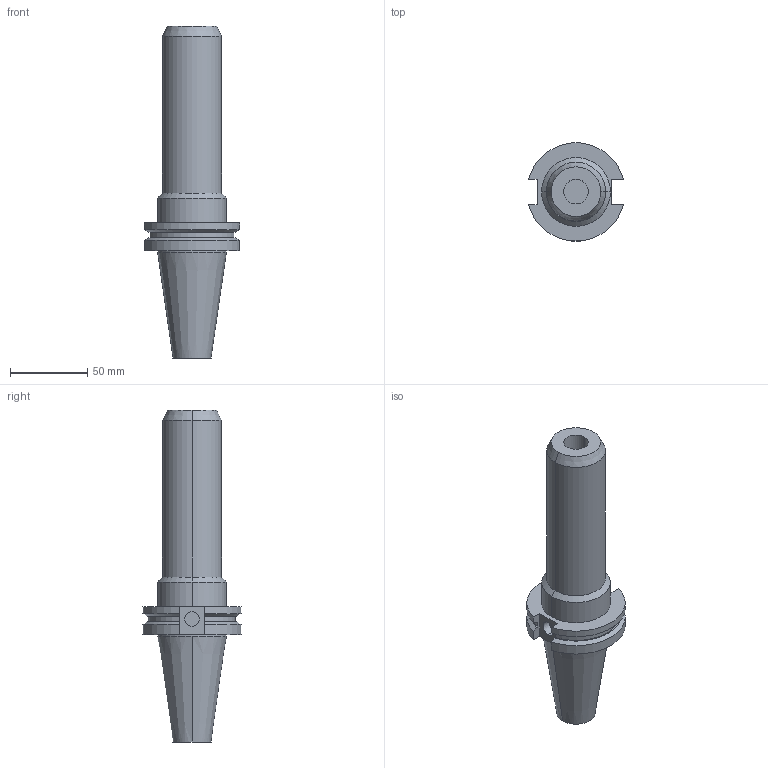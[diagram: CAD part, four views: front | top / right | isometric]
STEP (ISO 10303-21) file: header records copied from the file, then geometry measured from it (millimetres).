
FILE_DESCRIPTION (( 'STEP AP203' ), '1' );
FILE_NAME ('STP-43.653.61.575.STEP', '2019-10-14T08:19:31', ( '' ), ( '' ), 'SwSTEP 2.0', 'SolidWorks 2017', '' );
FILE_SCHEMA (( 'CONFIG_CONTROL_DESIGN' ));
Length unit declared in the file: millimetre
Products named in the file (1): STP-43.653.61.575
Bounding box: 61.35 x 63.26 x 214.3 mm (x, y, z)
Volume: 250596.5 mm3; surface area: 36406.7 mm2
Topology: 1 solids, 1 shells, 52 faces, 122 edges, 77 vertices
Faces by surface type: cylinder 22, plane 18, cone 12
Entity records: 1569 total; most frequent: CARTESIAN_POINT 274, DIRECTION 270, ORIENTED_EDGE 240, EDGE_CURVE 120, AXIS2_PLACEMENT_3D 105, VERTEX_POINT 77, VECTOR 60, LINE 60
